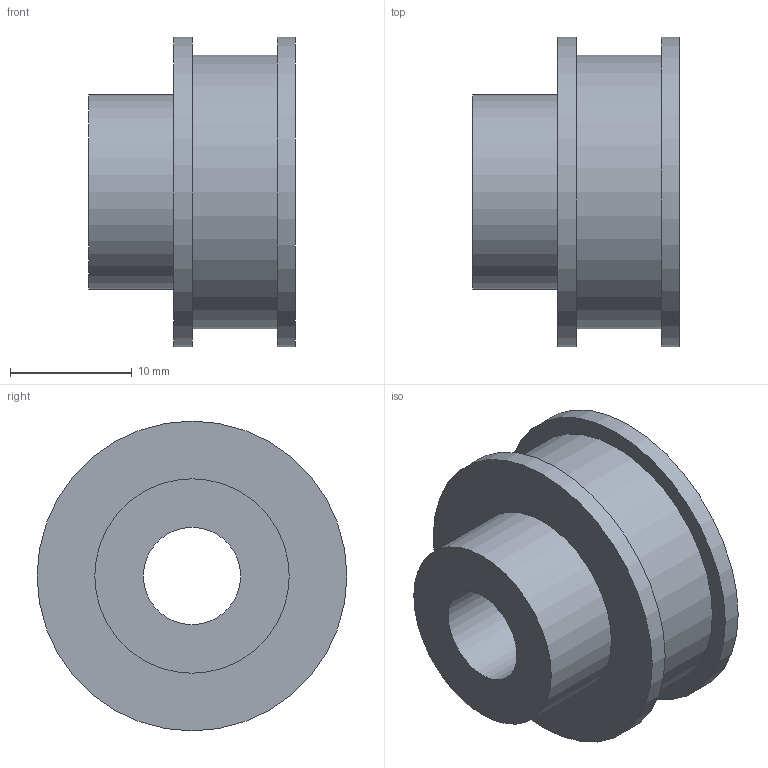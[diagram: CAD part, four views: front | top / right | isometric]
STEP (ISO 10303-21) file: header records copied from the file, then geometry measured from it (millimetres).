
FILE_DESCRIPTION(('TFLEX Exchange Step'),'2;1');
FILE_NAME(' привода оси Z.stp', '2026-02-20T18:34:10+03:00',('sham'),('Unknown organisation'),'TFLEX Exchange 2020.2','T-FLEX CAD','Unknown authorisation');
FILE_SCHEMA( ('AUTOMOTIVE_DESIGN { 1 0 10303 214 1 1 1 1 }') );
Length unit declared in the file: millimetre
Products named in the file (4): 3D Узел_1; 3D Узел_2; 0; Шкив привода оси Z
Assembly tree (3 placements, depth 3):
  Шкив привода оси Z
    0
      3D Узел_1
      3D Узел_2
Bounding box: 17 x 25.5 x 25.5 mm (x, y, z)
Volume: 4868.3 mm3; surface area: 2661.3 mm2
Topology: 1 solids, 1 shells, 10 faces, 15 edges, 12 vertices
Faces by surface type: cylinder 5, plane 5
Full cylindrical faces by diameter (mm): 8 x1, 16 x1, 22.5 x1, 25.5 x2
Entity records: 334 total; most frequent: DIRECTION 59, CARTESIAN_POINT 44, ORIENTED_EDGE 30, AXIS2_PLACEMENT_3D 27, EDGE_CURVE 15, EDGE_LOOP 15, FACE_BOUND 15, VERTEX_POINT 10
